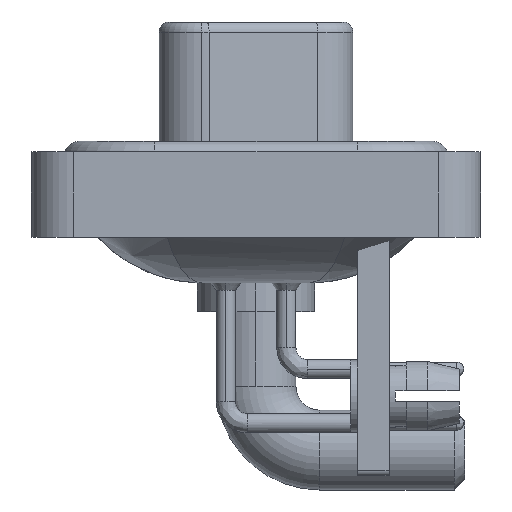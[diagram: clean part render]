
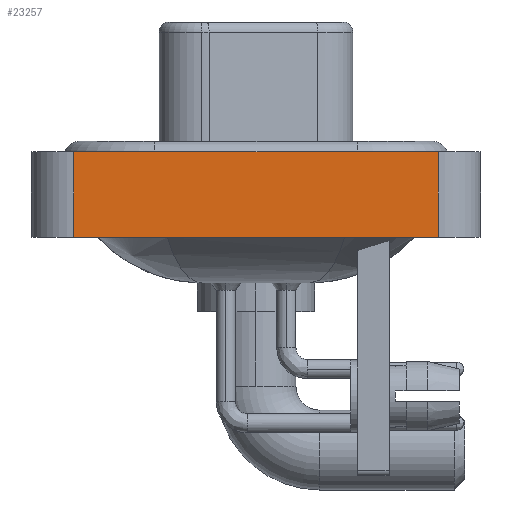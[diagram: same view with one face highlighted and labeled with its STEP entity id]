
A CAD part, left-side view. The second image highlights one B-rep face of the part: STEP entity #23257.
In plain terms, the highlighted planar face has unit normal (-1, 0, 0).
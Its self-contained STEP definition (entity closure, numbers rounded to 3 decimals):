
#180 = PLANE ( 'NONE',  #5669 ) ;
#234 = CARTESIAN_POINT ( 'NONE',  ( -7.3, -8.55, -3.6 ) ) ;
#616 = EDGE_CURVE ( 'NONE', #14556, #3178, #751, .T. ) ;
#751 = LINE ( 'NONE', #25015, #15006 ) ;
#1288 = CARTESIAN_POINT ( 'NONE',  ( -7.3, 8.55, 0.4 ) ) ;
#2578 = CARTESIAN_POINT ( 'NONE',  ( -7.3, -8.55, -3.6 ) ) ;
#3178 = VERTEX_POINT ( 'NONE', #2578 ) ;
#4385 = LINE ( 'NONE', #234, #22994 ) ;
#4673 = LINE ( 'NONE', #28212, #25922 ) ;
#4741 = DIRECTION ( 'NONE',  ( -1., 0., 0. ) ) ;
#5431 = EDGE_CURVE ( 'NONE', #3178, #26167, #4385, .T. ) ;
#5669 = AXIS2_PLACEMENT_3D ( 'NONE', #24412, #4741, #13505 ) ;
#6700 = DIRECTION ( 'NONE',  ( 0., 0., 1. ) ) ;
#10277 = VERTEX_POINT ( 'NONE', #1288 ) ;
#10473 = ORIENTED_EDGE ( 'NONE', *, *, #616, .T. ) ;
#11661 = DIRECTION ( 'NONE',  ( 0., -1., 0. ) ) ;
#13505 = DIRECTION ( 'NONE',  ( 0., 0., 1. ) ) ;
#13677 = LINE ( 'NONE', #24718, #20400 ) ;
#14556 = VERTEX_POINT ( 'NONE', #20121 ) ;
#14687 = EDGE_LOOP ( 'NONE', ( #23186, #16787, #20514, #10473 ) ) ;
#15006 = VECTOR ( 'NONE', #11661, 1000. ) ;
#16787 = ORIENTED_EDGE ( 'NONE', *, *, #19288, .F. ) ;
#19288 = EDGE_CURVE ( 'NONE', #10277, #26167, #13677, .T. ) ;
#20121 = CARTESIAN_POINT ( 'NONE',  ( -7.3, 8.55, -3.6 ) ) ;
#20400 = VECTOR ( 'NONE', #26875, 1000. ) ;
#20514 = ORIENTED_EDGE ( 'NONE', *, *, #23986, .F. ) ;
#21963 = FACE_OUTER_BOUND ( 'NONE', #14687, .T. ) ;
#22994 = VECTOR ( 'NONE', #6700, 1000. ) ;
#23186 = ORIENTED_EDGE ( 'NONE', *, *, #5431, .T. ) ;
#23257 = ADVANCED_FACE ( 'NONE', ( #21963 ), #180, .T. ) ;
#23986 = EDGE_CURVE ( 'NONE', #14556, #10277, #4673, .T. ) ;
#24412 = CARTESIAN_POINT ( 'NONE',  ( -7.3, -8.55, -3.6 ) ) ;
#24718 = CARTESIAN_POINT ( 'NONE',  ( -7.3, -8.55, 0.4 ) ) ;
#25015 = CARTESIAN_POINT ( 'NONE',  ( -7.3, -8.55, -3.6 ) ) ;
#25922 = VECTOR ( 'NONE', #26064, 1000. ) ;
#26064 = DIRECTION ( 'NONE',  ( 0., 0., 1. ) ) ;
#26167 = VERTEX_POINT ( 'NONE', #27425 ) ;
#26875 = DIRECTION ( 'NONE',  ( 0., -1., 0. ) ) ;
#27425 = CARTESIAN_POINT ( 'NONE',  ( -7.3, -8.55, 0.4 ) ) ;
#28212 = CARTESIAN_POINT ( 'NONE',  ( -7.3, 8.55, -3.6 ) ) ;
